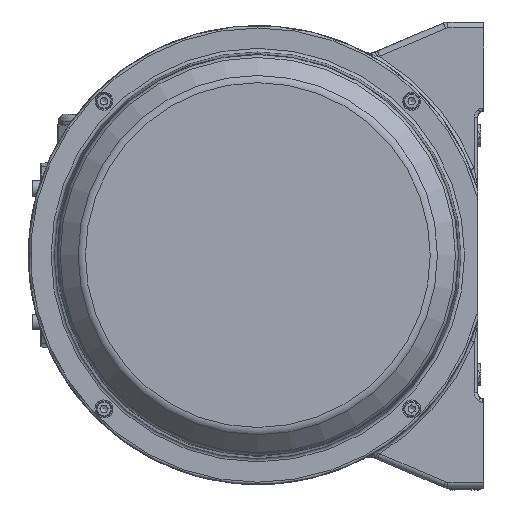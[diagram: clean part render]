
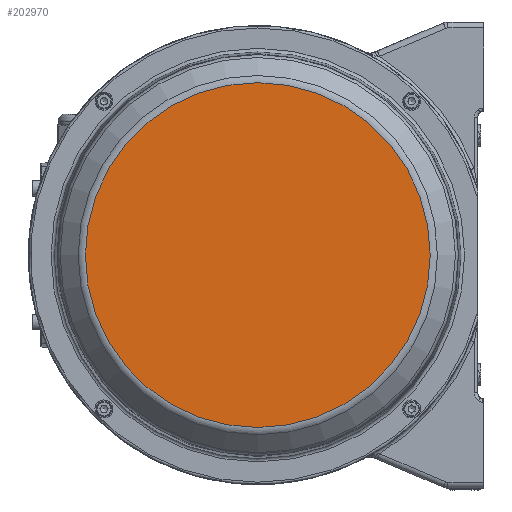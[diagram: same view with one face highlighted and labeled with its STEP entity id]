
A CAD part, left-side view. The second image highlights one B-rep face of the part: STEP entity #202970.
In plain terms, the highlighted planar face has unit normal (-1, 0, 0).
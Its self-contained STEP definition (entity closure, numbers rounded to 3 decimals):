
#5525 = CARTESIAN_POINT ( 'NONE',  ( -387., 0., 0. ) ) ;
#25714 = EDGE_LOOP ( 'NONE', ( #130770 ) ) ;
#28999 = DIRECTION ( 'NONE',  ( 0., 0., 1. ) ) ;
#45226 = AXIS2_PLACEMENT_3D ( 'NONE', #5525, #168906, #28999 ) ;
#49397 = EDGE_CURVE ( 'NONE', #229007, #229007, #184860, .T. ) ;
#51372 = DIRECTION ( 'NONE',  ( 1., 0., 0. ) ) ;
#103579 = FACE_OUTER_BOUND ( 'NONE', #25714, .T. ) ;
#130770 = ORIENTED_EDGE ( 'NONE', *, *, #49397, .T. ) ;
#135075 = AXIS2_PLACEMENT_3D ( 'NONE', #191319, #51372, #214722 ) ;
#168906 = DIRECTION ( 'NONE',  ( -1., 0., 0. ) ) ;
#184860 = CIRCLE ( 'NONE', #45226, 144.237 ) ;
#191319 = CARTESIAN_POINT ( 'NONE',  ( -387., 144.237, 0. ) ) ;
#192151 = CARTESIAN_POINT ( 'NONE',  ( -387., 0., 144.237 ) ) ;
#202970 = ADVANCED_FACE ( 'NONE', ( #103579 ), #259677, .F. ) ;
#214722 = DIRECTION ( 'NONE',  ( 0., 0., -1. ) ) ;
#229007 = VERTEX_POINT ( 'NONE', #192151 ) ;
#259677 = PLANE ( 'NONE',  #135075 ) ;
